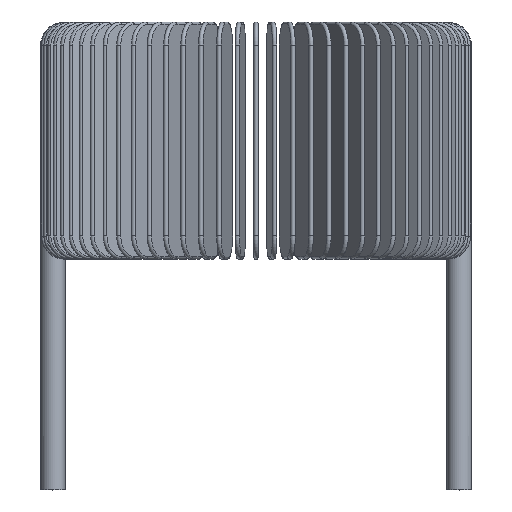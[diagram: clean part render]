
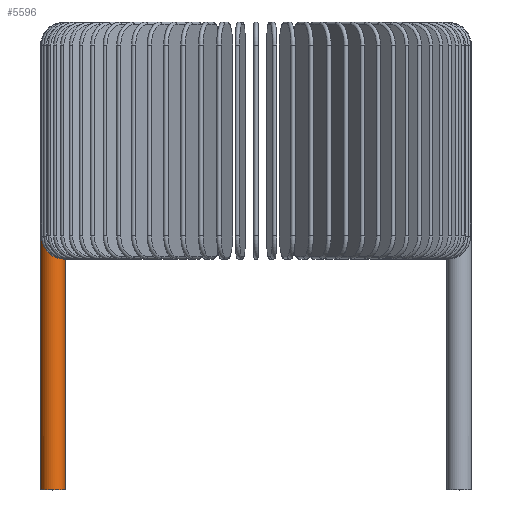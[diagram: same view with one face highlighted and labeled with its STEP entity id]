
A CAD part, top view. The second image highlights one B-rep face of the part: STEP entity #5596.
In plain terms, the highlighted cylindrical face has radius 0.673 mm (diameter 1.346 mm), a partial arc.
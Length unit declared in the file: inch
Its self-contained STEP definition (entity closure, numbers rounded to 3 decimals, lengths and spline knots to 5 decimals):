
#5365=DIRECTION('',(0.,-1.,0.));
#5366=VECTOR('',#5365,0.562);
#5367=CARTESIAN_POINT('',(-0.4665,0.062,0.));
#5368=LINE('',#5367,#5366);
#5404=DIRECTION('',(0.,1.,0.));
#5405=VECTOR('',#5404,0.057);
#5406=CARTESIAN_POINT('',(-0.41398,0.005,0.005));
#5407=LINE('',#5406,#5405);
#5408=CARTESIAN_POINT('',(-0.44,0.062,0.));
#5409=DIRECTION('',(0.,1.,0.));
#5410=DIRECTION('',(-1.,0.,0.));
#5411=AXIS2_PLACEMENT_3D('',#5408,#5409,#5410);
#5472=DIRECTION('',(0.,-1.,0.));
#5473=VECTOR('',#5472,0.5);
#5474=CARTESIAN_POINT('',(-0.4135,0.,0.));
#5475=LINE('',#5474,#5473);
#5481=CARTESIAN_POINT('',(-0.44,-0.5,0.));
#5482=DIRECTION('',(0.,1.,0.));
#5483=DIRECTION('',(-1.,0.,0.));
#5484=AXIS2_PLACEMENT_3D('',#5481,#5482,#5483);
#5495=CARTESIAN_POINT('',(-0.4135,0.,0.));
#5497=CARTESIAN_POINT('',(-0.4135,0.,0.));
#5498=CARTESIAN_POINT('',(-0.4135,0.,0.00036));
#5499=CARTESIAN_POINT('',(-0.41351,0.00008,
0.00106));
#5500=CARTESIAN_POINT('',(-0.41357,0.0004,
0.00203));
#5501=CARTESIAN_POINT('',(-0.41365,0.00089,
0.0029));
#5502=CARTESIAN_POINT('',(-0.41375,0.00151,
0.00362));
#5503=CARTESIAN_POINT('',(-0.41383,0.00225,
0.00421));
#5504=CARTESIAN_POINT('',(-0.41391,0.0031,
0.00466));
#5505=CARTESIAN_POINT('',(-0.41396,0.00403,
0.00494));
#5506=CARTESIAN_POINT('',(-0.41398,0.00468,0.005));
#5507=CARTESIAN_POINT('',(-0.41398,0.005,0.005));
#5558=CARTESIAN_POINT('',(-0.4135,-0.5,0.));
#5559=CARTESIAN_POINT('',(-0.4665,-0.5,0.));
#5560=VERTEX_POINT('',#5558);
#5561=VERTEX_POINT('',#5559);
#5562=CARTESIAN_POINT('',(-0.4665,0.062,0.));
#5563=VERTEX_POINT('',#5562);
#5565=CARTESIAN_POINT('',(-0.41398,0.062,0.005));
#5567=VERTEX_POINT('',#5565);
#5568=CARTESIAN_POINT('',(-0.41398,0.005,0.005));
#5569=VERTEX_POINT('',#5568);
#5576=VERTEX_POINT('',#5495);
#5577=CARTESIAN_POINT('',(-0.44,0.062,0.));
#5578=DIRECTION('',(0.,1.,0.));
#5579=DIRECTION('',(1.,0.,0.));
#5580=AXIS2_PLACEMENT_3D('',#5577,#5578,#5579);
#5581=CYLINDRICAL_SURFACE('',#5580,0.0265);
#5583=ORIENTED_EDGE('',*,*,#5582,.F.);
#5585=ORIENTED_EDGE('',*,*,#5584,.F.);
#5587=ORIENTED_EDGE('',*,*,#5586,.T.);
#5589=ORIENTED_EDGE('',*,*,#5588,.F.);
#5591=ORIENTED_EDGE('',*,*,#5590,.F.);
#5593=ORIENTED_EDGE('',*,*,#5592,.T.);
#5594=EDGE_LOOP('',(#5583,#5585,#5587,#5589,#5591,#5593));
#5595=FACE_OUTER_BOUND('',#5594,.F.);
#5412=CIRCLE('',#5411,0.0265);
#5485=CIRCLE('',#5484,0.0265);
#5508=B_SPLINE_CURVE_WITH_KNOTS('',3,(#5497,#5498,#5499,#5500,#5501,#5502,#5503,
#5504,#5505,#5506,#5507),.UNSPECIFIED.,.F.,.F.,(4,1,1,1,1,1,1,1,4),(0.,
0.125,0.25,0.375,0.5,0.625,0.75,0.875,1.),.UNSPECIFIED.);
#5582=EDGE_CURVE('',#5569,#5567,#5407,.T.);
#5584=EDGE_CURVE('',#5576,#5569,#5508,.T.);
#5586=EDGE_CURVE('',#5576,#5560,#5475,.T.);
#5588=EDGE_CURVE('',#5561,#5560,#5485,.T.);
#5590=EDGE_CURVE('',#5563,#5561,#5368,.T.);
#5592=EDGE_CURVE('',#5563,#5567,#5412,.T.);
#5596=ADVANCED_FACE('',(#5595),#5581,.T.);
